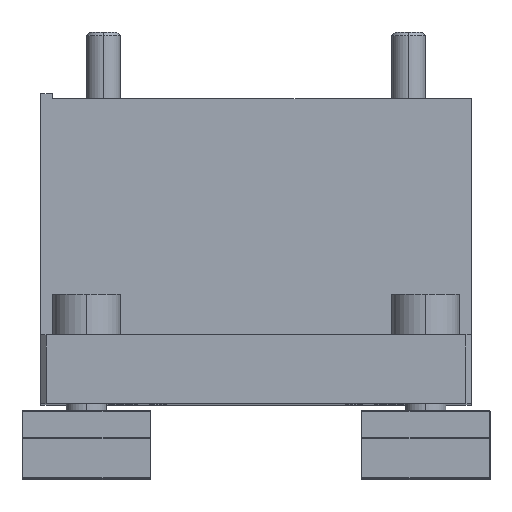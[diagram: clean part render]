
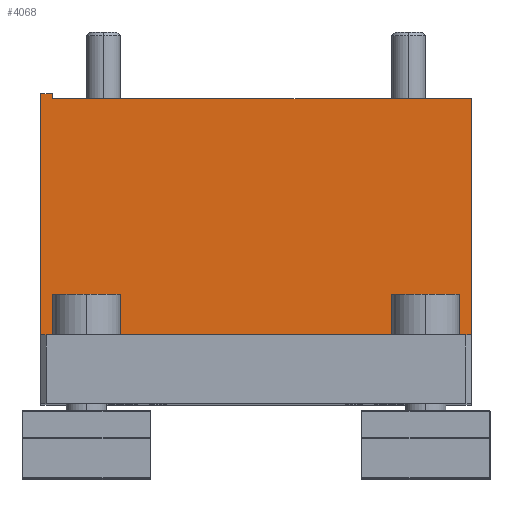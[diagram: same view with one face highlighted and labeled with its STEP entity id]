
A CAD part, top view. The second image highlights one B-rep face of the part: STEP entity #4068.
In plain terms, the highlighted planar face has unit normal (0, 0, 1).
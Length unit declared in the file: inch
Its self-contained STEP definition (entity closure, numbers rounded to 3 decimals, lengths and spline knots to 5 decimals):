
#228 = CARTESIAN_POINT ( 'NONE',  ( -1.25, 1.80165, 1.25 ) ) ;
#291 = VERTEX_POINT ( 'NONE', #9924 ) ;
#342 = CARTESIAN_POINT ( 'NONE',  ( -1.25, 1.77165, 1.25 ) ) ;
#851 = EDGE_LOOP ( 'NONE', ( #8645, #9878, #6073, #9299, #5923, #7399 ) ) ;
#971 = LINE ( 'NONE', #1680, #5327 ) ;
#1134 = CARTESIAN_POINT ( 'NONE',  ( -1.1811, 1.80165, 1.25 ) ) ;
#1139 = VECTOR ( 'NONE', #9200, 39.37008 ) ;
#1156 = DIRECTION ( 'NONE',  ( -1., 0., 0. ) ) ;
#1178 = VECTOR ( 'NONE', #10079, 39.37008 ) ;
#1542 = CARTESIAN_POINT ( 'NONE',  ( 1.25, 1.77165, 1.25 ) ) ;
#1641 = DIRECTION ( 'NONE',  ( 0., -1., 0. ) ) ;
#1680 = CARTESIAN_POINT ( 'NONE',  ( -1.25, 1.77165, 1.25 ) ) ;
#2639 = EDGE_CURVE ( 'NONE', #9923, #5392, #7652, .T. ) ;
#3379 = LINE ( 'NONE', #9540, #5577 ) ;
#3484 = VECTOR ( 'NONE', #5831, 39.37008 ) ;
#3551 = VECTOR ( 'NONE', #4346, 39.37008 ) ;
#4068 = ADVANCED_FACE ( 'NONE', ( #5011 ), #7586, .F. ) ;
#4346 = DIRECTION ( 'NONE',  ( 1., 0., 0. ) ) ;
#4399 = VERTEX_POINT ( 'NONE', #8071 ) ;
#5011 = FACE_OUTER_BOUND ( 'NONE', #851, .T. ) ;
#5327 = VECTOR ( 'NONE', #1641, 39.37008 ) ;
#5392 = VERTEX_POINT ( 'NONE', #9491 ) ;
#5486 = DIRECTION ( 'NONE',  ( 0., -1., 0. ) ) ;
#5553 = LINE ( 'NONE', #9266, #1178 ) ;
#5577 = VECTOR ( 'NONE', #5486, 39.37008 ) ;
#5739 = LINE ( 'NONE', #228, #3551 ) ;
#5766 = CARTESIAN_POINT ( 'NONE',  ( -1.1811, 1.77165, 1.25 ) ) ;
#5768 = VERTEX_POINT ( 'NONE', #1134 ) ;
#5831 = DIRECTION ( 'NONE',  ( 1., 0., 0. ) ) ;
#5923 = ORIENTED_EDGE ( 'NONE', *, *, #10409, .F. ) ;
#6073 = ORIENTED_EDGE ( 'NONE', *, *, #2639, .F. ) ;
#6079 = DIRECTION ( 'NONE',  ( 0., 0., -1. ) ) ;
#6287 = EDGE_CURVE ( 'NONE', #7294, #9923, #7832, .T. ) ;
#6367 = EDGE_CURVE ( 'NONE', #4399, #5392, #5553, .T. ) ;
#6709 = CARTESIAN_POINT ( 'NONE',  ( -1.25, 1.77165, 1.25 ) ) ;
#6711 = CARTESIAN_POINT ( 'NONE',  ( 1.25, 1.77165, 1.25 ) ) ;
#7294 = VERTEX_POINT ( 'NONE', #5766 ) ;
#7399 = ORIENTED_EDGE ( 'NONE', *, *, #9555, .F. ) ;
#7586 = PLANE ( 'NONE',  #9262 ) ;
#7652 = LINE ( 'NONE', #6711, #1139 ) ;
#7832 = LINE ( 'NONE', #6709, #3484 ) ;
#8071 = CARTESIAN_POINT ( 'NONE',  ( -1.25, 0.4, 1.25 ) ) ;
#8645 = ORIENTED_EDGE ( 'NONE', *, *, #10018, .T. ) ;
#9200 = DIRECTION ( 'NONE',  ( 0., -1., 0. ) ) ;
#9262 = AXIS2_PLACEMENT_3D ( 'NONE', #342, #6079, #1156 ) ;
#9266 = CARTESIAN_POINT ( 'NONE',  ( -1.25, 0.4, 1.25 ) ) ;
#9299 = ORIENTED_EDGE ( 'NONE', *, *, #6287, .F. ) ;
#9491 = CARTESIAN_POINT ( 'NONE',  ( 1.25, 0.4, 1.25 ) ) ;
#9540 = CARTESIAN_POINT ( 'NONE',  ( -1.1811, 1.80165, 1.25 ) ) ;
#9555 = EDGE_CURVE ( 'NONE', #291, #5768, #5739, .T. ) ;
#9878 = ORIENTED_EDGE ( 'NONE', *, *, #6367, .T. ) ;
#9923 = VERTEX_POINT ( 'NONE', #1542 ) ;
#9924 = CARTESIAN_POINT ( 'NONE',  ( -1.25, 1.80165, 1.25 ) ) ;
#10018 = EDGE_CURVE ( 'NONE', #291, #4399, #971, .T. ) ;
#10079 = DIRECTION ( 'NONE',  ( 1., 0., 0. ) ) ;
#10409 = EDGE_CURVE ( 'NONE', #5768, #7294, #3379, .T. ) ;
